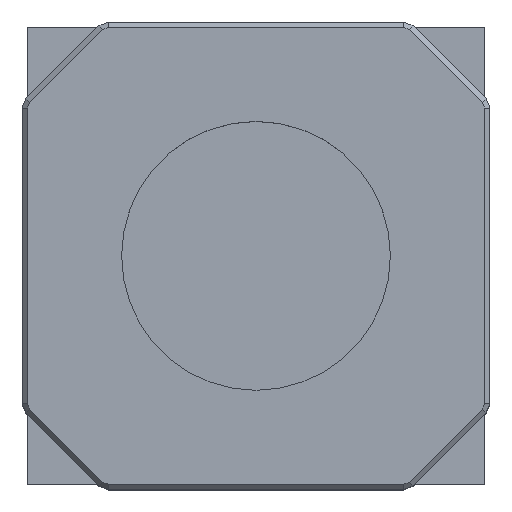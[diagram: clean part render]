
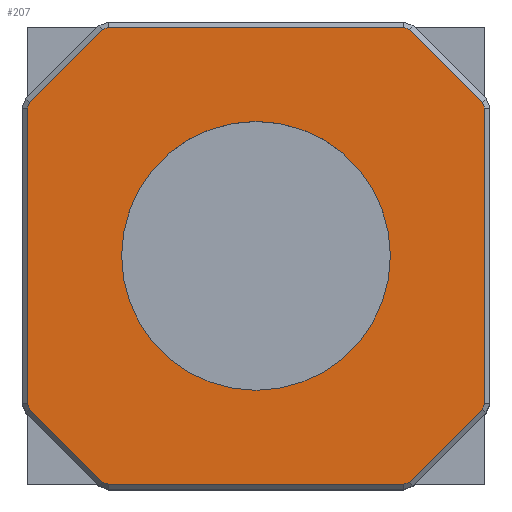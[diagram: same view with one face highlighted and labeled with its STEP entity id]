
A CAD part, top view. The second image highlights one B-rep face of the part: STEP entity #207.
In plain terms, the highlighted planar face has unit normal (0, 0, 1).
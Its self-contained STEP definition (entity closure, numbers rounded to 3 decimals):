
#13=DIRECTION('',(0.,0.,1.));
#14=DIRECTION('',(1.,0.,0.));
#55=VECTOR('',#56,1.);
#56=DIRECTION('',(0.,1.,0.));
#82=VERTEX_POINT('',#83);
#83=CARTESIAN_POINT('',(-4.25,-2.75,3.));
#91=VERTEX_POINT('',#92);
#92=CARTESIAN_POINT('',(-4.25,2.75,3.));
#97=ORIENTED_EDGE('',*,*,#98,.F.);
#98=EDGE_CURVE('',#82,#91,#99,.T.);
#99=LINE('',#100,#55);
#100=CARTESIAN_POINT('',(-4.25,-2.85,3.));
#115=VECTOR('',#116,1.);
#116=DIRECTION('',(-0.383,0.924,0.));
#160=DIRECTION('',(0.924,-0.383,0.));
#193=VERTEX_POINT('',#194);
#194=CARTESIAN_POINT('',(-4.209,-2.85,3.));
#200=EDGE_CURVE('',#193,#82,#201,.T.);
#201=LINE('',#202,#115);
#202=CARTESIAN_POINT('',(-3.954,-3.465,3.));
#207=ADVANCED_FACE('',(#208,#311),#320,.T.);
#208=FACE_BOUND('',#209,.T.);
#209=EDGE_LOOP('',(#97,#210,#211,#219,#226,#233,#241,#249,#257,#263,#271,#279,#285,#291,#297,#305));
#210=ORIENTED_EDGE('',*,*,#200,.F.);
#211=ORIENTED_EDGE('',*,*,#212,.T.);
#212=EDGE_CURVE('',#193,#213,#215,.T.);
#213=VERTEX_POINT('',#214);
#214=CARTESIAN_POINT('',(-2.85,-4.209,3.));
#215=LINE('',#216,#217);
#216=CARTESIAN_POINT('',(-4.279,-2.779,3.));
#217=VECTOR('',#218,1.);
#218=DIRECTION('',(0.707,-0.707,0.));
#219=ORIENTED_EDGE('',*,*,#220,.T.);
#220=EDGE_CURVE('',#213,#221,#223,.T.);
#221=VERTEX_POINT('',#222);
#222=CARTESIAN_POINT('',(-2.75,-4.25,3.));
#223=LINE('',#224,#225);
#224=CARTESIAN_POINT('',(-3.465,-3.954,3.));
#225=VECTOR('',#160,1.);
#226=ORIENTED_EDGE('',*,*,#227,.T.);
#227=EDGE_CURVE('',#221,#228,#230,.T.);
#228=VERTEX_POINT('',#229);
#229=CARTESIAN_POINT('',(2.75,-4.25,3.));
#230=LINE('',#231,#232);
#231=CARTESIAN_POINT('',(-2.85,-4.25,3.));
#232=VECTOR('',#14,1.);
#233=ORIENTED_EDGE('',*,*,#234,.T.);
#234=EDGE_CURVE('',#228,#235,#237,.T.);
#235=VERTEX_POINT('',#236);
#236=CARTESIAN_POINT('',(2.85,-4.209,3.));
#237=LINE('',#238,#239);
#238=CARTESIAN_POINT('',(-0.298,-5.512,3.));
#239=VECTOR('',#240,1.);
#240=DIRECTION('',(0.924,0.383,0.));
#241=ORIENTED_EDGE('',*,*,#242,.F.);
#242=EDGE_CURVE('',#243,#235,#245,.T.);
#243=VERTEX_POINT('',#244);
#244=CARTESIAN_POINT('',(4.209,-2.85,3.));
#245=LINE('',#246,#247);
#246=CARTESIAN_POINT('',(4.279,-2.779,3.));
#247=VECTOR('',#248,1.);
#248=DIRECTION('',(-0.707,-0.707,0.));
#249=ORIENTED_EDGE('',*,*,#250,.T.);
#250=EDGE_CURVE('',#243,#251,#253,.T.);
#251=VERTEX_POINT('',#252);
#252=CARTESIAN_POINT('',(4.25,-2.75,3.));
#253=LINE('',#254,#255);
#254=CARTESIAN_POINT('',(3.317,-5.003,3.));
#255=VECTOR('',#256,1.);
#256=DIRECTION('',(0.383,0.924,0.));
#257=ORIENTED_EDGE('',*,*,#258,.T.);
#258=EDGE_CURVE('',#251,#259,#261,.T.);
#259=VERTEX_POINT('',#260);
#260=CARTESIAN_POINT('',(4.25,2.75,3.));
#261=LINE('',#262,#55);
#262=CARTESIAN_POINT('',(4.25,-2.85,3.));
#263=ORIENTED_EDGE('',*,*,#264,.F.);
#264=EDGE_CURVE('',#265,#259,#267,.T.);
#265=VERTEX_POINT('',#266);
#266=CARTESIAN_POINT('',(4.209,2.85,3.));
#267=LINE('',#268,#269);
#268=CARTESIAN_POINT('',(4.855,1.29,3.));
#269=VECTOR('',#270,1.);
#270=DIRECTION('',(0.383,-0.924,0.));
#271=ORIENTED_EDGE('',*,*,#272,.T.);
#272=EDGE_CURVE('',#265,#273,#275,.T.);
#273=VERTEX_POINT('',#274);
#274=CARTESIAN_POINT('',(2.85,4.209,3.));
#275=LINE('',#276,#277);
#276=CARTESIAN_POINT('',(4.279,2.779,3.));
#277=VECTOR('',#278,1.);
#278=DIRECTION('',(-0.707,0.707,0.));
#279=ORIENTED_EDGE('',*,*,#280,.F.);
#280=EDGE_CURVE('',#281,#273,#283,.T.);
#281=VERTEX_POINT('',#282);
#282=CARTESIAN_POINT('',(2.75,4.25,3.));
#283=LINE('',#284,#225);
#284=CARTESIAN_POINT('',(1.24,4.875,3.));
#285=ORIENTED_EDGE('',*,*,#286,.F.);
#286=EDGE_CURVE('',#287,#281,#289,.T.);
#287=VERTEX_POINT('',#288);
#288=CARTESIAN_POINT('',(-2.75,4.25,3.));
#289=LINE('',#290,#232);
#290=CARTESIAN_POINT('',(-2.85,4.25,3.));
#291=ORIENTED_EDGE('',*,*,#292,.F.);
#292=EDGE_CURVE('',#293,#287,#295,.T.);
#293=VERTEX_POINT('',#294);
#294=CARTESIAN_POINT('',(-2.85,4.209,3.));
#295=LINE('',#296,#239);
#296=CARTESIAN_POINT('',(-5.003,3.317,3.));
#297=ORIENTED_EDGE('',*,*,#298,.F.);
#298=EDGE_CURVE('',#299,#293,#301,.T.);
#299=VERTEX_POINT('',#300);
#300=CARTESIAN_POINT('',(-4.209,2.85,3.));
#301=LINE('',#302,#303);
#302=CARTESIAN_POINT('',(-4.279,2.779,3.));
#303=VECTOR('',#304,1.);
#304=DIRECTION('',(0.707,0.707,0.));
#305=ORIENTED_EDGE('',*,*,#306,.T.);
#306=EDGE_CURVE('',#299,#91,#307,.T.);
#307=LINE('',#308,#309);
#308=CARTESIAN_POINT('',(-5.492,-0.248,3.));
#309=VECTOR('',#310,1.);
#310=DIRECTION('',(-0.383,-0.924,0.));
#311=FACE_BOUND('',#312,.T.);
#312=EDGE_LOOP('',(#313));
#313=ORIENTED_EDGE('',*,*,#314,.F.);
#314=EDGE_CURVE('',#315,#315,#317,.T.);
#315=VERTEX_POINT('',#316);
#316=CARTESIAN_POINT('',(2.5,0.,3.));
#317=CIRCLE('',#318,2.5);
#318=AXIS2_PLACEMENT_3D('',#319,#13,#14);
#319=CARTESIAN_POINT('',(0.,0.,3.));
#320=PLANE('',#321);
#321=AXIS2_PLACEMENT_3D('',#322,#13,#14);
#322=CARTESIAN_POINT('',(-4.35,-4.35,3.));
